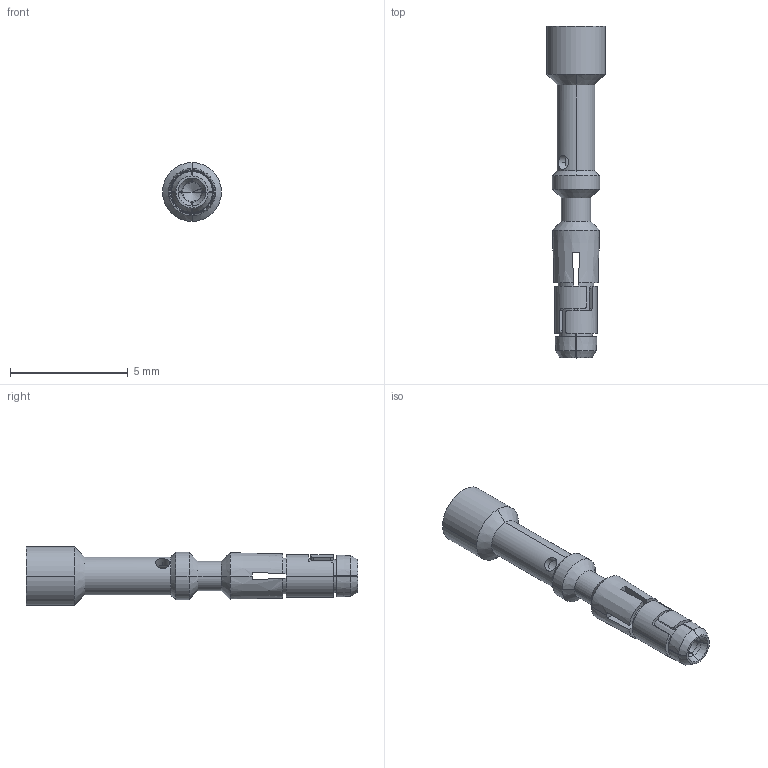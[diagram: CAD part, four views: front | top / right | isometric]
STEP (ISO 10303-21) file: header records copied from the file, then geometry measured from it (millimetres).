
FILE_DESCRIPTION((''),'2;1');
FILE_NAME('M23-FC9G-0P34_SW0001','2017-08-10T',('hq.zhang'),(''),'PRO/ENGINEER BY PARAMETRIC TECHNOLOGY CORPORATION, 2012480','PRO/ENGINEER BY PARAMETRIC TECHNOLOGY CORPORATION, 2012480','');
FILE_SCHEMA(('AUTOMOTIVE_DESIGN { 1 0 10303 214 1 1 1 1 }'));
Length unit declared in the file: millimetre
Products named in the file (1): M23-FC9G-0P34_SW0001
Bounding box: 2.5 x 14.1 x 2.5 mm (x, y, z)
Volume: 25.5 mm3; surface area: 155.5 mm2
Topology: 1 solids, 1 shells, 99 faces, 301 edges, 186 vertices
Faces by surface type: cone 43, plane 26, cylinder 26, torus 4
Entity records: 3885 total; most frequent: CARTESIAN_POINT 1135, ORIENTED_EDGE 594, DIRECTION 502, EDGE_CURVE 297, AXIS2_PLACEMENT_3D 206, VERTEX_POINT 186, COLOUR_RGB 107, CIRCLE 107
